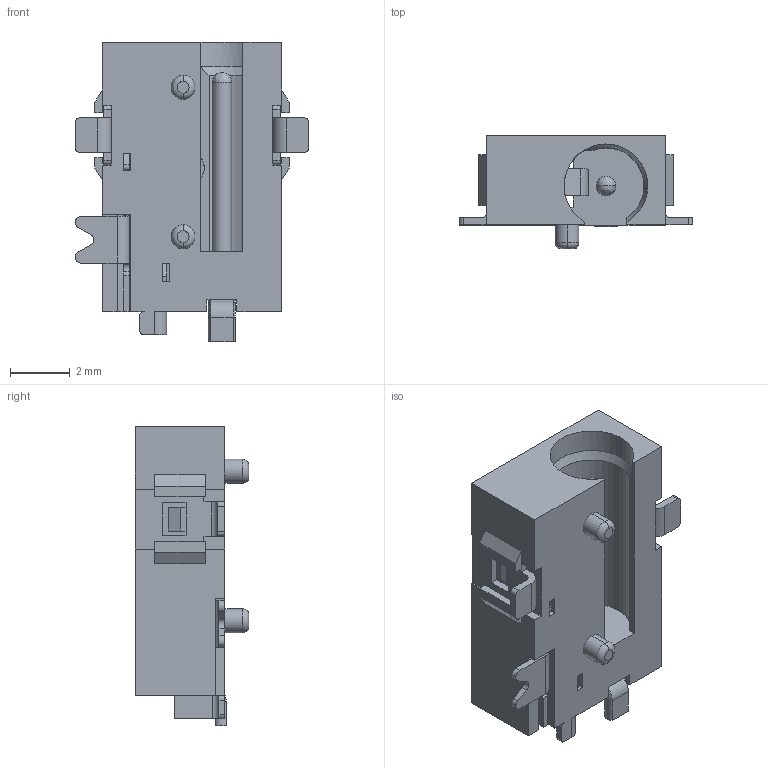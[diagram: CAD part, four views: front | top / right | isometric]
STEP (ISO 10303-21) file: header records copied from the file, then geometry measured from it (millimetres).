
FILE_DESCRIPTION((''),'2;1');
FILE_NAME('DC00560_','2012-09-18T',('Administrator'),(''),'PRO/ENGINEER BY PARAMETRIC TECHNOLOGY CORPORATION, 2008230','PRO/ENGINEER BY PARAMETRIC TECHNOLOGY CORPORATION, 2008230','');
FILE_SCHEMA(('AUTOMOTIVE_DESIGN_CC2 { 1 2 10303 214 -1 1 5 2 }'));
Length unit declared in the file: millimetre
Products named in the file (1): DC00560_
Bounding box: 7.8 x 3.8 x 10.01 mm (x, y, z)
Volume: 95 mm3; surface area: 401.9 mm2
Topology: 1 solids, 2 shells, 338 faces, 1215 edges, 863 vertices
Faces by surface type: plane 229, cylinder 69, bspline 23, torus 16, cone 1
Entity records: 16831 total; most frequent: CARTESIAN_POINT 3688, ORIENTED_EDGE 1996, DIRECTION 1960, EDGE_CURVE 998, VECTOR 934, LINE 934, VERTEX_POINT 647, PRESENTATION_STYLE_ASSIGNMENT 554
